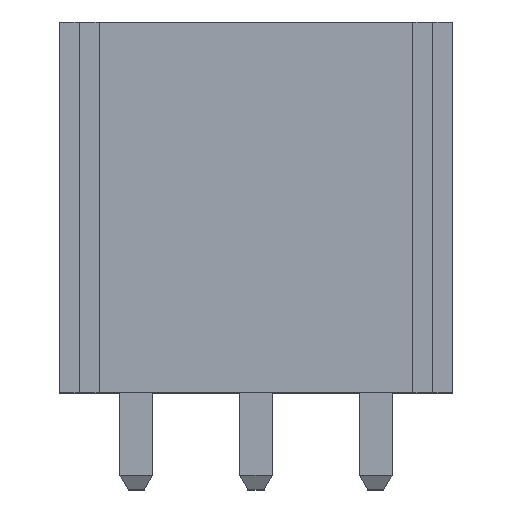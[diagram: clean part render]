
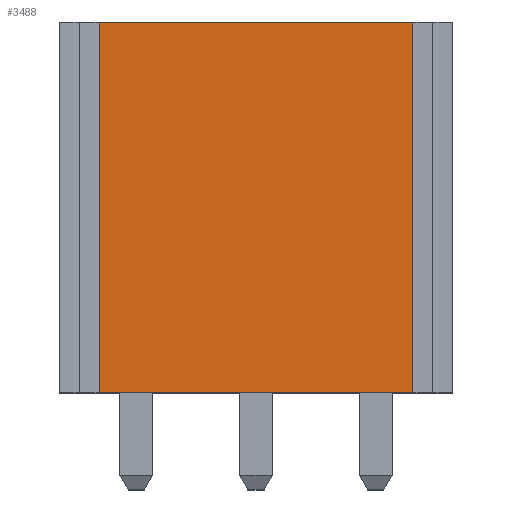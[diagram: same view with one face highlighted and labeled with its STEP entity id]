
A CAD part, top view. The second image highlights one B-rep face of the part: STEP entity #3488.
In plain terms, the highlighted planar face has unit normal (0, 0, 1).
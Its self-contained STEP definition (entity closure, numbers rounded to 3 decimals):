
#32 = VERTEX_POINT ( 'NONE', #1003 ) ;
#153 = EDGE_CURVE ( 'NONE', #32, #556, #4689, .T. ) ;
#556 = VERTEX_POINT ( 'NONE', #2369 ) ;
#620 = VECTOR ( 'NONE', #1962, 1000. ) ;
#935 = LINE ( 'NONE', #4374, #4676 ) ;
#1003 = CARTESIAN_POINT ( 'NONE',  ( -5.5, 0., 4.85 ) ) ;
#1143 = VECTOR ( 'NONE', #1206, 1000. ) ;
#1206 = DIRECTION ( 'NONE',  ( 0., 1., 0. ) ) ;
#1214 = ORIENTED_EDGE ( 'NONE', *, *, #2245, .T. ) ;
#1390 = EDGE_CURVE ( 'NONE', #32, #3628, #935, .T. ) ;
#1681 = ORIENTED_EDGE ( 'NONE', *, *, #1390, .T. ) ;
#1723 = VECTOR ( 'NONE', #3717, 1000. ) ;
#1962 = DIRECTION ( 'NONE',  ( 0., 1., 0. ) ) ;
#2119 = CARTESIAN_POINT ( 'NONE',  ( -6.9, 13., 4.85 ) ) ;
#2188 = DIRECTION ( 'NONE',  ( 1., 0., 0. ) ) ;
#2245 = EDGE_CURVE ( 'NONE', #3628, #2443, #4109, .T. ) ;
#2369 = CARTESIAN_POINT ( 'NONE',  ( -5.5, 13., 4.85 ) ) ;
#2443 = VERTEX_POINT ( 'NONE', #3487 ) ;
#2458 = DIRECTION ( 'NONE',  ( 0., 0., -1. ) ) ;
#3167 = EDGE_CURVE ( 'NONE', #556, #2443, #4150, .T. ) ;
#3253 = CARTESIAN_POINT ( 'NONE',  ( 5.5, 0., 4.85 ) ) ;
#3487 = CARTESIAN_POINT ( 'NONE',  ( 5.5, 13., 4.85 ) ) ;
#3488 = ADVANCED_FACE ( 'NONE', ( #5645 ), #4323, .F. ) ;
#3552 = CARTESIAN_POINT ( 'NONE',  ( 5.5, 0., 4.85 ) ) ;
#3628 = VERTEX_POINT ( 'NONE', #3552 ) ;
#3717 = DIRECTION ( 'NONE',  ( 1., 0., 0. ) ) ;
#3741 = CARTESIAN_POINT ( 'NONE',  ( -6.9, 13., 4.85 ) ) ;
#4109 = LINE ( 'NONE', #3253, #620 ) ;
#4150 = LINE ( 'NONE', #3741, #1723 ) ;
#4171 = ORIENTED_EDGE ( 'NONE', *, *, #3167, .F. ) ;
#4323 = PLANE ( 'NONE',  #5765 ) ;
#4374 = CARTESIAN_POINT ( 'NONE',  ( -6.9, 0., 4.85 ) ) ;
#4676 = VECTOR ( 'NONE', #2188, 1000. ) ;
#4689 = LINE ( 'NONE', #5083, #1143 ) ;
#4708 = DIRECTION ( 'NONE',  ( -1., 0., 0. ) ) ;
#4823 = ORIENTED_EDGE ( 'NONE', *, *, #153, .F. ) ;
#5083 = CARTESIAN_POINT ( 'NONE',  ( -5.5, 0., 4.85 ) ) ;
#5397 = EDGE_LOOP ( 'NONE', ( #1681, #1214, #4171, #4823 ) ) ;
#5645 = FACE_OUTER_BOUND ( 'NONE', #5397, .T. ) ;
#5765 = AXIS2_PLACEMENT_3D ( 'NONE', #2119, #2458, #4708 ) ;
